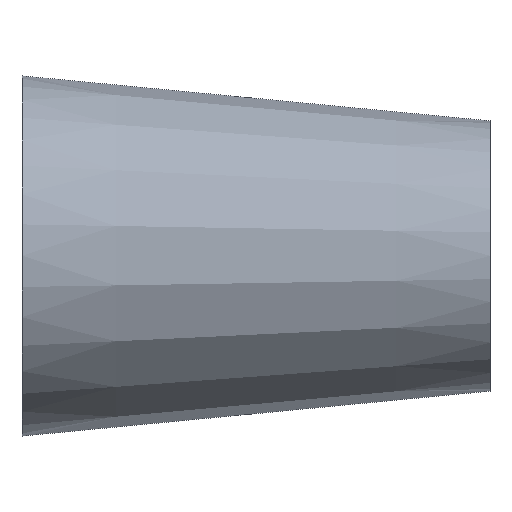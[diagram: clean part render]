
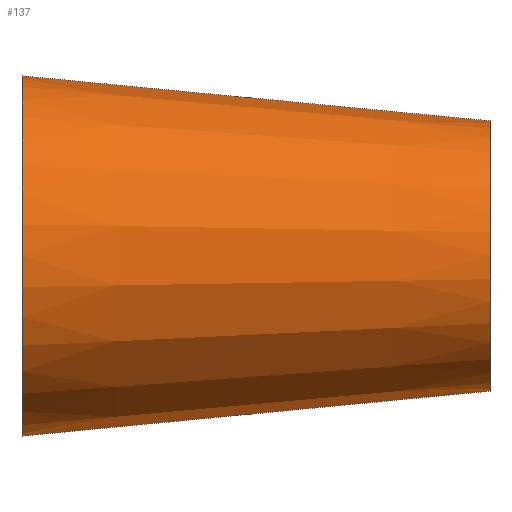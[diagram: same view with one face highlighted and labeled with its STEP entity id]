
A CAD part, top view. The second image highlights one B-rep face of the part: STEP entity #137.
In plain terms, the highlighted conical face has half-angle 5.496 degrees and reference radius 19.05 mm.
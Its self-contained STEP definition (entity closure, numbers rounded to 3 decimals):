
#4 = ORIENTED_EDGE ( 'NONE', *, *, #25, .F. ) ;
#6 = ORIENTED_EDGE ( 'NONE', *, *, #204, .T. ) ;
#11 = DIRECTION ( 'NONE',  ( -0.995, -0.096, 0. ) ) ;
#13 = DIRECTION ( 'NONE',  ( -1., 0., 0. ) ) ;
#14 = LINE ( 'NONE', #142, #49 ) ;
#25 = EDGE_CURVE ( 'NONE', #185, #43, #214, .T. ) ;
#30 = CARTESIAN_POINT ( 'NONE',  ( 66., 9.482, 0. ) ) ;
#31 = DIRECTION ( 'NONE',  ( 0., -1., 0. ) ) ;
#33 = VECTOR ( 'NONE', #176, 1000. ) ;
#43 = VERTEX_POINT ( 'NONE', #117 ) ;
#49 = VECTOR ( 'NONE', #11, 1000. ) ;
#50 = ORIENTED_EDGE ( 'NONE', *, *, #112, .F. ) ;
#58 = AXIS2_PLACEMENT_3D ( 'NONE', #72, #193, #172 ) ;
#60 = CARTESIAN_POINT ( 'NONE',  ( 66., -9.568, 0. ) ) ;
#71 = CONICAL_SURFACE ( 'NONE', #131, 19.05, 0.096 ) ;
#72 = CARTESIAN_POINT ( 'NONE',  ( 0., -9.568, 0. ) ) ;
#91 = CARTESIAN_POINT ( 'NONE',  ( 66., -28.618, 0. ) ) ;
#112 = EDGE_CURVE ( 'NONE', #211, #185, #14, .T. ) ;
#117 = CARTESIAN_POINT ( 'NONE',  ( 0., 15.832, 0. ) ) ;
#126 = DIRECTION ( 'NONE',  ( -1., 0., 0. ) ) ;
#131 = AXIS2_PLACEMENT_3D ( 'NONE', #178, #126, #31 ) ;
#137 = ADVANCED_FACE ( 'NONE', ( #202 ), #71, .T. ) ;
#142 = CARTESIAN_POINT ( 'NONE',  ( 66., -28.618, 0. ) ) ;
#145 = VERTEX_POINT ( 'NONE', #30 ) ;
#152 = CARTESIAN_POINT ( 'NONE',  ( 0., -34.968, 0. ) ) ;
#159 = ORIENTED_EDGE ( 'NONE', *, *, #198, .T. ) ;
#160 = LINE ( 'NONE', #209, #33 ) ;
#165 = AXIS2_PLACEMENT_3D ( 'NONE', #60, #13, #174 ) ;
#172 = DIRECTION ( 'NONE',  ( 0., -1., 0. ) ) ;
#174 = DIRECTION ( 'NONE',  ( 0., -1., 0. ) ) ;
#176 = DIRECTION ( 'NONE',  ( -0.995, 0.096, 0. ) ) ;
#178 = CARTESIAN_POINT ( 'NONE',  ( 66., -9.568, 0. ) ) ;
#182 = EDGE_LOOP ( 'NONE', ( #159, #6, #4, #50 ) ) ;
#185 = VERTEX_POINT ( 'NONE', #152 ) ;
#193 = DIRECTION ( 'NONE',  ( -1., 0., 0. ) ) ;
#198 = EDGE_CURVE ( 'NONE', #211, #145, #200, .T. ) ;
#200 = CIRCLE ( 'NONE', #165, 19.05 ) ;
#202 = FACE_OUTER_BOUND ( 'NONE', #182, .T. ) ;
#204 = EDGE_CURVE ( 'NONE', #145, #43, #160, .T. ) ;
#209 = CARTESIAN_POINT ( 'NONE',  ( 66., 9.482, 0. ) ) ;
#211 = VERTEX_POINT ( 'NONE', #91 ) ;
#214 = CIRCLE ( 'NONE', #58, 25.4 ) ;
